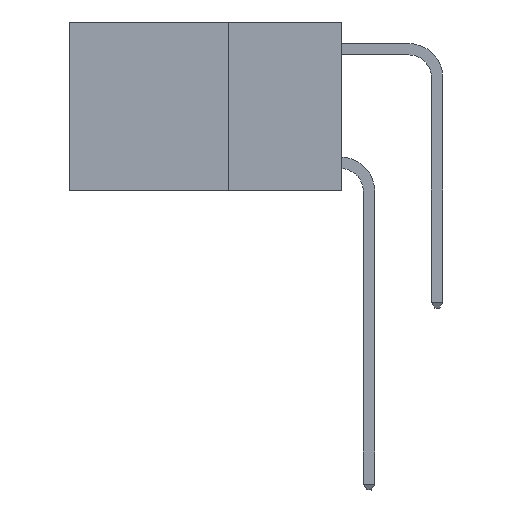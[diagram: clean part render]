
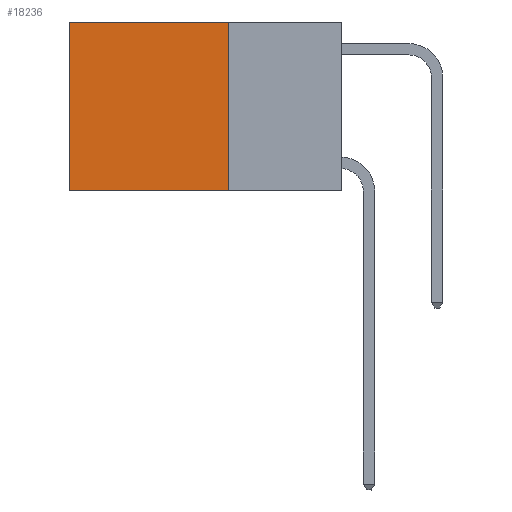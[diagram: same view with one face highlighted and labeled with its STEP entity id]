
A CAD part, left-side view. The second image highlights one B-rep face of the part: STEP entity #18236.
In plain terms, the highlighted planar face has unit normal (-1, 0, 0).
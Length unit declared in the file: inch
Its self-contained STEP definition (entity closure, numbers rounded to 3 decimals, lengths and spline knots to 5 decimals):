
#29 = LINE ( 'NONE', #15907, #18663 ) ;
#305 = EDGE_LOOP ( 'NONE', ( #27423, #11007, #725, #13656 ) ) ;
#725 = ORIENTED_EDGE ( 'NONE', *, *, #3641, .F. ) ;
#3641 = EDGE_CURVE ( 'NONE', #9184, #9653, #22784, .T. ) ;
#4315 = CARTESIAN_POINT ( 'NONE',  ( 0.2625, 0.25, 0. ) ) ;
#6184 = DIRECTION ( 'NONE',  ( 0., 1., 0. ) ) ;
#6692 = FACE_OUTER_BOUND ( 'NONE', #305, .T. ) ;
#8961 = DIRECTION ( 'NONE',  ( 0., 0., -1. ) ) ;
#9184 = VERTEX_POINT ( 'NONE', #4315 ) ;
#9653 = VERTEX_POINT ( 'NONE', #11014 ) ;
#10202 = EDGE_CURVE ( 'NONE', #9184, #17812, #20977, .T. ) ;
#10471 = CARTESIAN_POINT ( 'NONE',  ( 0.2625, 0.6, 0. ) ) ;
#11007 = ORIENTED_EDGE ( 'NONE', *, *, #24262, .F. ) ;
#11014 = CARTESIAN_POINT ( 'NONE',  ( 0.2625, 0.25, -0.37 ) ) ;
#12325 = CARTESIAN_POINT ( 'NONE',  ( 0.2625, 0.6, 0. ) ) ;
#13656 = ORIENTED_EDGE ( 'NONE', *, *, #10202, .T. ) ;
#13756 = CARTESIAN_POINT ( 'NONE',  ( 0.2625, 0.25, 0. ) ) ;
#13886 = DIRECTION ( 'NONE',  ( 0., 0., -1. ) ) ;
#14401 = AXIS2_PLACEMENT_3D ( 'NONE', #23490, #28383, #13886 ) ;
#14559 = VECTOR ( 'NONE', #6184, 39.37008 ) ;
#15907 = CARTESIAN_POINT ( 'NONE',  ( 0.2625, 0.25, -0.37 ) ) ;
#16522 = LINE ( 'NONE', #10471, #28632 ) ;
#17784 = DIRECTION ( 'NONE',  ( 0., 0., -1. ) ) ;
#17812 = VERTEX_POINT ( 'NONE', #12325 ) ;
#18236 = ADVANCED_FACE ( 'NONE', ( #6692 ), #30723, .F. ) ;
#18663 = VECTOR ( 'NONE', #30404, 39.37008 ) ;
#18809 = VERTEX_POINT ( 'NONE', #23052 ) ;
#20977 = LINE ( 'NONE', #25482, #14559 ) ;
#21268 = VECTOR ( 'NONE', #8961, 39.37008 ) ;
#22784 = LINE ( 'NONE', #13756, #21268 ) ;
#23052 = CARTESIAN_POINT ( 'NONE',  ( 0.2625, 0.6, -0.37 ) ) ;
#23490 = CARTESIAN_POINT ( 'NONE',  ( 0.2625, 0.25, 0. ) ) ;
#24262 = EDGE_CURVE ( 'NONE', #9653, #18809, #29, .T. ) ;
#25482 = CARTESIAN_POINT ( 'NONE',  ( 0.2625, 0.25, 0. ) ) ;
#27423 = ORIENTED_EDGE ( 'NONE', *, *, #31352, .T. ) ;
#28383 = DIRECTION ( 'NONE',  ( 1., 0., 0. ) ) ;
#28632 = VECTOR ( 'NONE', #17784, 39.37008 ) ;
#30404 = DIRECTION ( 'NONE',  ( 0., 1., 0. ) ) ;
#30723 = PLANE ( 'NONE',  #14401 ) ;
#31352 = EDGE_CURVE ( 'NONE', #17812, #18809, #16522, .T. ) ;
